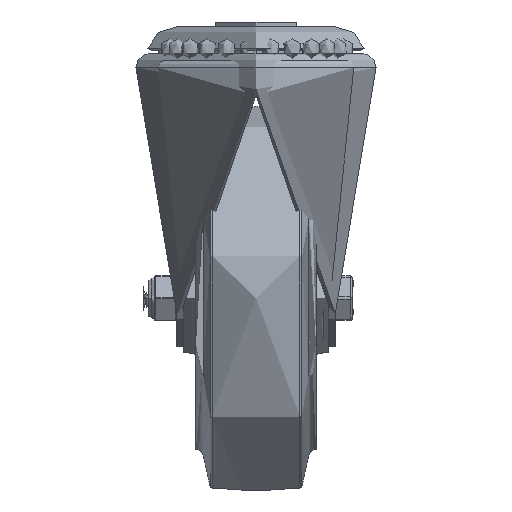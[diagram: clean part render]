
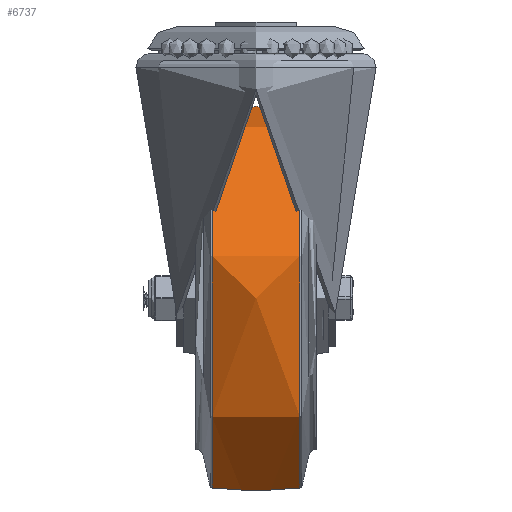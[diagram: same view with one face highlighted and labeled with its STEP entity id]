
A CAD part, left-side view. The second image highlights one B-rep face of the part: STEP entity #6737.
In plain terms, the highlighted free-form (B-spline) face has degree [2, 2] with [3, 9] control points.
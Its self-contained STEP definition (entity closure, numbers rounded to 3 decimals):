
#17=(
BOUNDED_SURFACE()
B_SPLINE_SURFACE(2,2,((#11576,#11577,#11578,#11579,#11580,#11581,#11582,
#11583,#11584),(#11585,#11586,#11587,#11588,#11589,#11590,#11591,#11592,
#11593),(#11594,#11595,#11596,#11597,#11598,#11599,#11600,#11601,#11602)),
 .UNSPECIFIED.,.F.,.T.,.F.)
B_SPLINE_SURFACE_WITH_KNOTS((3,3),(3,2,2,2,3),(-0.101,0.101),
(-3.142,-1.571,0.,1.571,3.142),
 .UNSPECIFIED.)
GEOMETRIC_REPRESENTATION_ITEM()
RATIONAL_B_SPLINE_SURFACE(((1.,0.707,1.,0.707,1.,
0.707,1.,0.707,1.),(0.995,0.703,
0.995,0.703,0.995,0.703,
0.995,0.703,0.995),(1.,0.707,
1.,0.707,1.,0.707,1.,0.707,1.)))
REPRESENTATION_ITEM('')
SURFACE()
);
#968=FACE_OUTER_BOUND('',#1380,.T.);
#1380=EDGE_LOOP('',(#4994,#4995,#4996,#4997));
#2742=CIRCLE('',#7392,79.075);
#2743=CIRCLE('',#7393,181.);
#2744=CIRCLE('',#7394,79.075);
#3108=VERTEX_POINT('',#11573);
#3109=VERTEX_POINT('',#11603);
#3803=EDGE_CURVE('',#3108,#3108,#2742,.T.);
#3804=EDGE_CURVE('',#3108,#3109,#2743,.T.);
#3805=EDGE_CURVE('',#3109,#3109,#2744,.T.);
#4994=ORIENTED_EDGE('',*,*,#3803,.F.);
#4995=ORIENTED_EDGE('',*,*,#3804,.T.);
#4996=ORIENTED_EDGE('',*,*,#3805,.T.);
#4997=ORIENTED_EDGE('',*,*,#3804,.F.);
#6737=ADVANCED_FACE('',(#968),#17,.F.);
#7392=AXIS2_PLACEMENT_3D('',#11575,#8446,#8447);
#7393=AXIS2_PLACEMENT_3D('',#11604,#8448,#8449);
#7394=AXIS2_PLACEMENT_3D('',#11605,#8450,#8451);
#8446=DIRECTION('center_axis',(0.,1.,0.));
#8447=DIRECTION('ref_axis',(0.,0.,
1.));
#8448=DIRECTION('center_axis',(-1.,0.,0.));
#8449=DIRECTION('ref_axis',(0.,0.,
-1.));
#8450=DIRECTION('center_axis',(0.,1.,0.));
#8451=DIRECTION('ref_axis',(0.,0.,
1.));
#11573=CARTESIAN_POINT('',(0.,18.279,-79.075));
#11575=CARTESIAN_POINT('Origin',(0.,18.279,
0.));
#11576=CARTESIAN_POINT('Ctrl Pts',(0.,-18.279,
-79.075));
#11577=CARTESIAN_POINT('Ctrl Pts',(-79.075,-18.279,
-79.075));
#11578=CARTESIAN_POINT('Ctrl Pts',(-79.075,-18.279,
0.));
#11579=CARTESIAN_POINT('Ctrl Pts',(-79.075,-18.279,
79.075));
#11580=CARTESIAN_POINT('Ctrl Pts',(0.,-18.279,
79.075));
#11581=CARTESIAN_POINT('Ctrl Pts',(79.075,-18.279,79.075));
#11582=CARTESIAN_POINT('Ctrl Pts',(79.075,-18.279,0.));
#11583=CARTESIAN_POINT('Ctrl Pts',(79.075,-18.279,-79.075));
#11584=CARTESIAN_POINT('Ctrl Pts',(0.,-18.279,
-79.075));
#11585=CARTESIAN_POINT('Ctrl Pts',(0.,0.,
-80.93));
#11586=CARTESIAN_POINT('Ctrl Pts',(-80.93,0.,
-80.93));
#11587=CARTESIAN_POINT('Ctrl Pts',(-80.93,0.,
0.));
#11588=CARTESIAN_POINT('Ctrl Pts',(-80.93,0.,
80.93));
#11589=CARTESIAN_POINT('Ctrl Pts',(0.,0.,
80.93));
#11590=CARTESIAN_POINT('Ctrl Pts',(80.93,0.,
80.93));
#11591=CARTESIAN_POINT('Ctrl Pts',(80.93,0.,
0.));
#11592=CARTESIAN_POINT('Ctrl Pts',(80.93,0.,
-80.93));
#11593=CARTESIAN_POINT('Ctrl Pts',(0.,0.,
-80.93));
#11594=CARTESIAN_POINT('Ctrl Pts',(0.,18.279,
-79.075));
#11595=CARTESIAN_POINT('Ctrl Pts',(-79.075,18.279,-79.075));
#11596=CARTESIAN_POINT('Ctrl Pts',(-79.075,18.279,0.));
#11597=CARTESIAN_POINT('Ctrl Pts',(-79.075,18.279,79.075));
#11598=CARTESIAN_POINT('Ctrl Pts',(0.,18.279,
79.075));
#11599=CARTESIAN_POINT('Ctrl Pts',(79.075,18.279,79.075));
#11600=CARTESIAN_POINT('Ctrl Pts',(79.075,18.279,0.));
#11601=CARTESIAN_POINT('Ctrl Pts',(79.075,18.279,-79.075));
#11602=CARTESIAN_POINT('Ctrl Pts',(0.,18.279,
-79.075));
#11603=CARTESIAN_POINT('',(0.,-18.279,-79.075));
#11604=CARTESIAN_POINT('Origin',(0.,0.,
101.));
#11605=CARTESIAN_POINT('Origin',(0.,-18.279,
0.));
